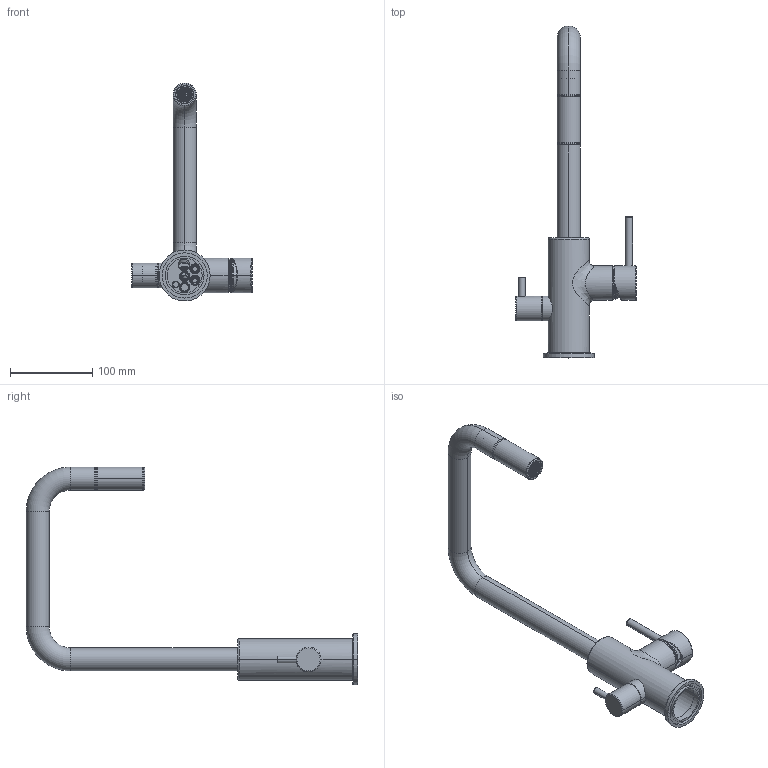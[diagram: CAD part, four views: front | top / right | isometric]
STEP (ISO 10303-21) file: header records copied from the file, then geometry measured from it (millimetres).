
FILE_DESCRIPTION((''),'2;1');
FILE_NAME('DQ72585-ZP_ASM','2021-02-05T',('Administrator'),(''),'PRO/ENGINEER BY PARAMETRIC TECHNOLOGY CORPORATION, 2015070','PRO/ENGINEER BY PARAMETRIC TECHNOLOGY CORPORATION, 2015070','');
FILE_SCHEMA(('CONFIG_CONTROL_DESIGN'));
Length unit declared in the file: millimetre
Products named in the file (27): DQ72585; DQ72585-2; DQ1054; DQ73298-3; 35D-2W; DQ205; DQ1004; DQ72585-8; DQ9036; DH-326-1; J-M5X6; DQ9036-ZP_ASM; DQ9007-2; DQ72585-6; DQ72585-7; DQ72585-1; DQ72585-6-ZP_ASM; DQ72585-4; M21; DQ71115-A1; DQ71115-A4; DQ71115-A2; DQ71115-A3; DQ71115-A1-ZP_ASM; P-M5X6; 5-5; DQ72585-ZP_ASM
Assembly tree (27 placements, depth 3):
  DQ72585-ZP_ASM
    DQ72585
    DQ72585-2
    DQ1054
    DQ73298-3
    35D-2W
    DQ205
    DQ1004
    DQ72585-8
    DQ9036-ZP_ASM
      DQ9036
      DH-326-1
      J-M5X6
    DQ9007-2
    DQ72585-6-ZP_ASM
      DQ72585-6
      DQ72585-7
      DQ72585-1
    DQ72585-4
    M21
    DQ71115-A1-ZP_ASM
      DQ71115-A1
      DQ71115-A4  x2
      DQ71115-A2
      DQ71115-A3
    P-M5X6
    5-5
Bounding box: 146.6 x 403.3 x 265 mm (x, y, z)
Volume: 343360.7 mm3; surface area: 219263.4 mm2
Topology: 25 solids, 25 shells, 2003 faces, 4999 edges, 3225 vertices
Faces by surface type: plane 1138, cylinder 539, cone 189, bspline 67, torus 66, sphere 4
Entity records: 76137 total; most frequent: CARTESIAN_POINT 28214, ORIENTED_EDGE 9958, DIRECTION 9523, EDGE_CURVE 4979, VERTEX_POINT 3217, AXIS2_PLACEMENT_3D 3190, VECTOR 3143, LINE 3143
